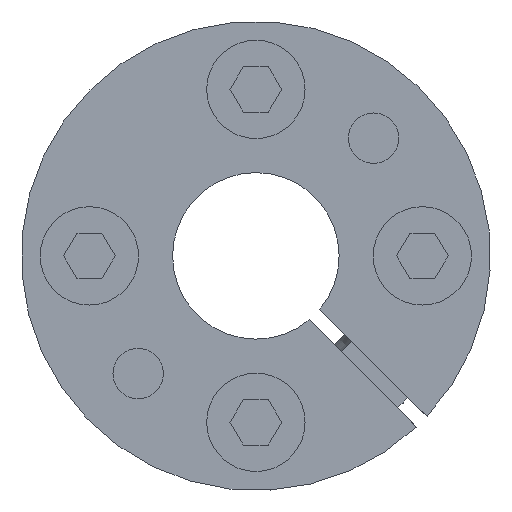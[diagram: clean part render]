
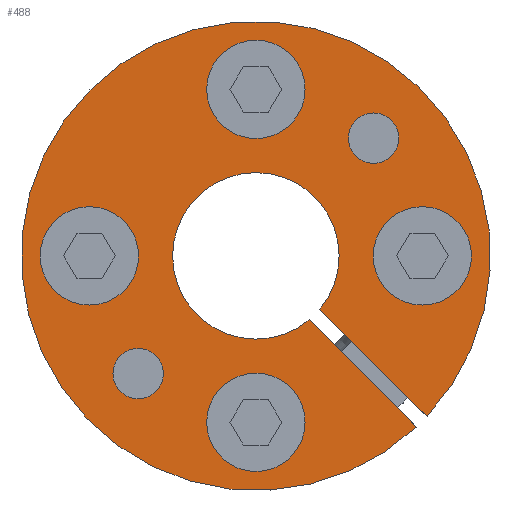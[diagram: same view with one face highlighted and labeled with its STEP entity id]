
A CAD part, left-side view. The second image highlights one B-rep face of the part: STEP entity #488.
In plain terms, the highlighted face is planar.
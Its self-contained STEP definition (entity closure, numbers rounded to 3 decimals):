
#106=CARTESIAN_POINT('',(0.,15.556,15.556));
#107=DIRECTION('',(-1.,0.,0.));
#108=DIRECTION('',(0.,-1.,0.));
#109=AXIS2_PLACEMENT_3D('',#106,#107,#108);
#111=CARTESIAN_POINT('',(0.,15.556,15.556));
#112=DIRECTION('',(-1.,0.,0.));
#113=DIRECTION('',(0.,1.,0.));
#114=AXIS2_PLACEMENT_3D('',#111,#112,#113);
#116=CARTESIAN_POINT('',(0.,0.,-22.));
#117=DIRECTION('',(-1.,0.,0.));
#118=DIRECTION('',(0.,-1.,0.));
#119=AXIS2_PLACEMENT_3D('',#116,#117,#118);
#121=CARTESIAN_POINT('',(0.,0.,-22.));
#122=DIRECTION('',(-1.,0.,0.));
#123=DIRECTION('',(0.,1.,0.));
#124=AXIS2_PLACEMENT_3D('',#121,#122,#123);
#126=CARTESIAN_POINT('',(0.,22.,0.));
#127=DIRECTION('',(-1.,0.,0.));
#128=DIRECTION('',(0.,-1.,0.));
#129=AXIS2_PLACEMENT_3D('',#126,#127,#128);
#131=CARTESIAN_POINT('',(0.,22.,0.));
#132=DIRECTION('',(-1.,0.,0.));
#133=DIRECTION('',(0.,1.,0.));
#134=AXIS2_PLACEMENT_3D('',#131,#132,#133);
#136=CARTESIAN_POINT('',(0.,0.,22.));
#137=DIRECTION('',(-1.,0.,0.));
#138=DIRECTION('',(0.,-1.,0.));
#139=AXIS2_PLACEMENT_3D('',#136,#137,#138);
#141=CARTESIAN_POINT('',(0.,0.,22.));
#142=DIRECTION('',(-1.,0.,0.));
#143=DIRECTION('',(0.,1.,0.));
#144=AXIS2_PLACEMENT_3D('',#141,#142,#143);
#146=CARTESIAN_POINT('',(0.,-22.,0.));
#147=DIRECTION('',(-1.,0.,0.));
#148=DIRECTION('',(0.,-1.,0.));
#149=AXIS2_PLACEMENT_3D('',#146,#147,#148);
#151=CARTESIAN_POINT('',(0.,-22.,0.));
#152=DIRECTION('',(-1.,0.,0.));
#153=DIRECTION('',(0.,1.,0.));
#154=AXIS2_PLACEMENT_3D('',#151,#152,#153);
#156=CARTESIAN_POINT('',(0.,-15.556,-15.556));
#157=DIRECTION('',(-1.,0.,0.));
#158=DIRECTION('',(0.,-1.,0.));
#159=AXIS2_PLACEMENT_3D('',#156,#157,#158);
#161=CARTESIAN_POINT('',(0.,-15.556,-15.556));
#162=DIRECTION('',(-1.,0.,0.));
#163=DIRECTION('',(0.,1.,0.));
#164=AXIS2_PLACEMENT_3D('',#161,#162,#163);
#166=DIRECTION('',(0.,-0.707,0.707));
#167=VECTOR('',#166,20.029);
#168=CARTESIAN_POINT('',(0.,22.616,-21.202));
#169=LINE('',#168,#167);
#170=DIRECTION('',(0.,0.707,-0.707));
#171=VECTOR('',#170,20.029);
#172=CARTESIAN_POINT('',(0.,7.039,-8.453));
#173=LINE('',#172,#171);
#252=CARTESIAN_POINT('',(0.,0.,0.));
#253=DIRECTION('',(1.,0.,0.));
#254=DIRECTION('',(0.,0.73,-0.684));
#255=AXIS2_PLACEMENT_3D('',#252,#253,#254);
#267=CARTESIAN_POINT('',(0.,0.,0.));
#268=DIRECTION('',(-1.,0.,0.));
#269=DIRECTION('',(0.,0.64,-0.768));
#270=AXIS2_PLACEMENT_3D('',#267,#268,#269);
#276=CARTESIAN_POINT('',(0.,-26.25,0.));
#277=CARTESIAN_POINT('',(0.,-17.75,0.));
#278=VERTEX_POINT('',#276);
#279=VERTEX_POINT('',#277);
#284=CARTESIAN_POINT('',(0.,-4.25,22.));
#285=CARTESIAN_POINT('',(0.,4.25,22.));
#286=VERTEX_POINT('',#284);
#287=VERTEX_POINT('',#285);
#292=CARTESIAN_POINT('',(0.,17.75,0.));
#293=CARTESIAN_POINT('',(0.,26.25,0.));
#294=VERTEX_POINT('',#292);
#295=VERTEX_POINT('',#293);
#300=CARTESIAN_POINT('',(0.,-4.25,-22.));
#301=CARTESIAN_POINT('',(0.,4.25,-22.));
#302=VERTEX_POINT('',#300);
#303=VERTEX_POINT('',#301);
#308=CARTESIAN_POINT('',(0.,-18.89,-15.556));
#309=CARTESIAN_POINT('',(0.,-12.223,-15.556));
#310=VERTEX_POINT('',#308);
#311=VERTEX_POINT('',#309);
#316=CARTESIAN_POINT('',(0.,12.223,15.556));
#317=CARTESIAN_POINT('',(0.,18.89,15.556));
#318=VERTEX_POINT('',#316);
#319=VERTEX_POINT('',#317);
#328=CARTESIAN_POINT('',(0.,22.616,-21.202));
#329=CARTESIAN_POINT('',(0.,8.453,-7.039));
#330=VERTEX_POINT('',#328);
#331=VERTEX_POINT('',#329);
#332=CARTESIAN_POINT('',(0.,7.039,-8.453));
#333=CARTESIAN_POINT('',(0.,21.202,-22.616));
#334=VERTEX_POINT('',#332);
#335=VERTEX_POINT('',#333);
#439=CARTESIAN_POINT('',(0.,0.,0.));
#440=DIRECTION('',(-1.,0.,0.));
#441=DIRECTION('',(0.,1.,0.));
#442=AXIS2_PLACEMENT_3D('',#439,#440,#441);
#443=PLANE('',#442);
#445=ORIENTED_EDGE('',*,*,#444,.T.);
#447=ORIENTED_EDGE('',*,*,#446,.F.);
#449=ORIENTED_EDGE('',*,*,#448,.T.);
#451=ORIENTED_EDGE('',*,*,#450,.F.);
#452=EDGE_LOOP('',(#445,#447,#449,#451));
#453=FACE_OUTER_BOUND('',#452,.F.);
#454=ORIENTED_EDGE('',*,*,#419,.F.);
#455=ORIENTED_EDGE('',*,*,#433,.F.);
#456=EDGE_LOOP('',(#454,#455));
#457=FACE_BOUND('',#456,.F.);
#459=ORIENTED_EDGE('',*,*,#458,.F.);
#461=ORIENTED_EDGE('',*,*,#460,.F.);
#462=EDGE_LOOP('',(#459,#461));
#463=FACE_BOUND('',#462,.F.);
#465=ORIENTED_EDGE('',*,*,#464,.F.);
#467=ORIENTED_EDGE('',*,*,#466,.F.);
#468=EDGE_LOOP('',(#465,#467));
#469=FACE_BOUND('',#468,.F.);
#471=ORIENTED_EDGE('',*,*,#470,.F.);
#473=ORIENTED_EDGE('',*,*,#472,.F.);
#474=EDGE_LOOP('',(#471,#473));
#475=FACE_BOUND('',#474,.F.);
#477=ORIENTED_EDGE('',*,*,#476,.F.);
#479=ORIENTED_EDGE('',*,*,#478,.F.);
#480=EDGE_LOOP('',(#477,#479));
#481=FACE_BOUND('',#480,.F.);
#483=ORIENTED_EDGE('',*,*,#482,.F.);
#485=ORIENTED_EDGE('',*,*,#484,.F.);
#486=EDGE_LOOP('',(#483,#485));
#487=FACE_BOUND('',#486,.F.);
#488=ADVANCED_FACE('',(#453,#457,#463,#469,#475,#481,#487),#443,.F.);
#110=CIRCLE('',#109,3.333);
#115=CIRCLE('',#114,3.333);
#120=CIRCLE('',#119,4.25);
#125=CIRCLE('',#124,4.25);
#130=CIRCLE('',#129,4.25);
#135=CIRCLE('',#134,4.25);
#140=CIRCLE('',#139,4.25);
#145=CIRCLE('',#144,4.25);
#150=CIRCLE('',#149,4.25);
#155=CIRCLE('',#154,4.25);
#160=CIRCLE('',#159,3.333);
#165=CIRCLE('',#164,3.333);
#256=CIRCLE('',#255,31.);
#271=CIRCLE('',#270,11.);
#419=EDGE_CURVE('',#318,#319,#110,.T.);
#433=EDGE_CURVE('',#319,#318,#115,.T.);
#444=EDGE_CURVE('',#330,#331,#169,.T.);
#446=EDGE_CURVE('',#334,#331,#271,.T.);
#448=EDGE_CURVE('',#334,#335,#173,.T.);
#450=EDGE_CURVE('',#330,#335,#256,.T.);
#458=EDGE_CURVE('',#302,#303,#120,.T.);
#460=EDGE_CURVE('',#303,#302,#125,.T.);
#464=EDGE_CURVE('',#294,#295,#130,.T.);
#466=EDGE_CURVE('',#295,#294,#135,.T.);
#470=EDGE_CURVE('',#286,#287,#140,.T.);
#472=EDGE_CURVE('',#287,#286,#145,.T.);
#476=EDGE_CURVE('',#278,#279,#150,.T.);
#478=EDGE_CURVE('',#279,#278,#155,.T.);
#482=EDGE_CURVE('',#310,#311,#160,.T.);
#484=EDGE_CURVE('',#311,#310,#165,.T.);
